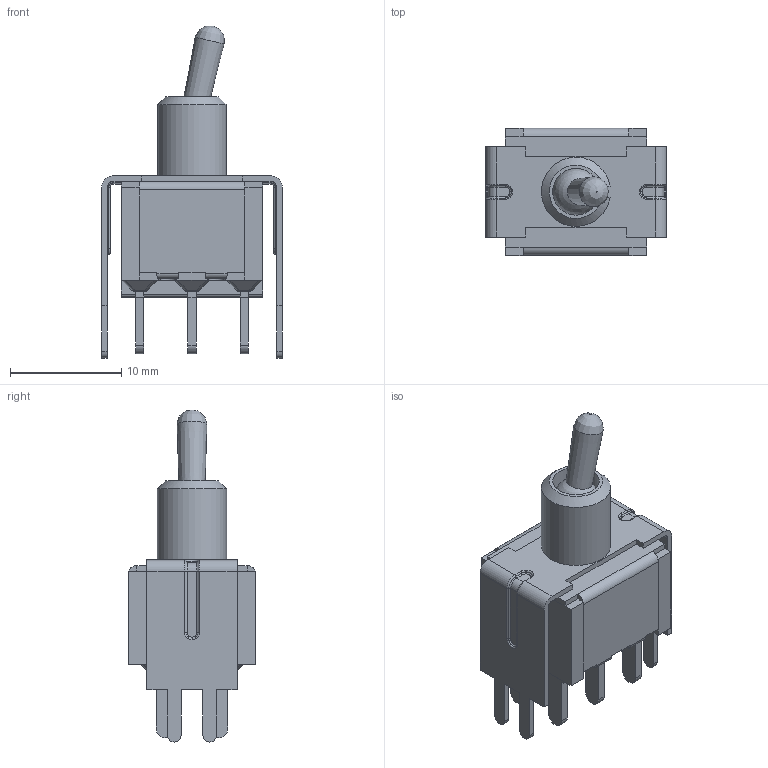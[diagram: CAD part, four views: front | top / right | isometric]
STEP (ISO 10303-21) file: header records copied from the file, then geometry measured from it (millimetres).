
FILE_DESCRIPTION((''),'2;1');
FILE_NAME('100DPxT2B4VS2xE.stp','2018-03-16T14:33:33',('mroman'),(''),'Autodesk Inventor 2012','Autodesk Inventor 2012','');
FILE_SCHEMA(('CONFIG_CONTROL_DESIGN'));
Length unit declared in the file: inch
Products named in the file (1): 100DPxT2B4VS2xE
Bounding box: 16.26 x 11.43 x 29.85 mm (x, y, z)
Volume: 1068.8 mm3; surface area: 2433.2 mm2
Topology: 2 solids, 3 shells, 504 faces, 1273 edges, 789 vertices
Faces by surface type: plane 313, cylinder 126, torus 36, sphere 26, cone 2, bspline 1
Full cylindrical faces by diameter (mm): 4.2 x2
Entity records: 15479 total; most frequent: CARTESIAN_POINT 2679, DIRECTION 2576, ORIENTED_EDGE 2528, EDGE_CURVE 1264, VECTOR 936, LINE 936, AXIS2_PLACEMENT_3D 820, VERTEX_POINT 786
